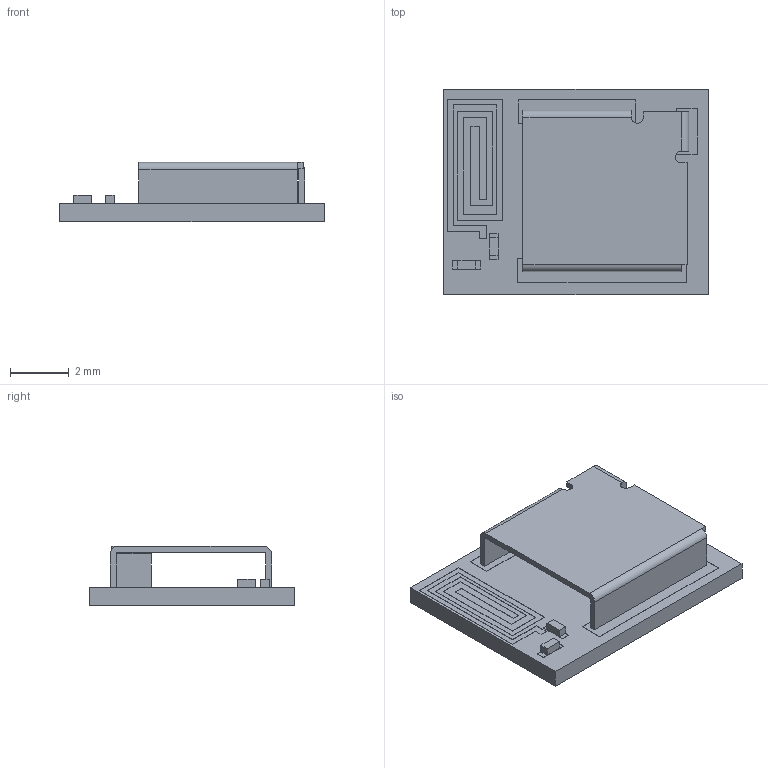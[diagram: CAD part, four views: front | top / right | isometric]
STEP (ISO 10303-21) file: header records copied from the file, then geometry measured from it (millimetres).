
FILE_DESCRIPTION(/* description */ ('Unknown'),/* implementation_level */ '2;1');
FILE_NAME(/* name */ '2612011024000',/* time_stamp */ '2024-08-23T11:31:25+02:00',/* author */ ('Unknown'),/* organization */ ('Unknown'),/* preprocessor_version */ 'ST-DEVELOPER v19.4',/* originating_system */ 'Solid Edge',/* authorisation */ 'Unknown');
FILE_SCHEMA (('AUTOMOTIVE_DESIGN {1 0 10303 214 3 1 1}'));
Length unit declared in the file: millimetre
Products named in the file (9): 2612011024000; Board; C13; 6098646400; Extruded_3; L7; 6098646784; Extruded_5; cap
Assembly tree (8 placements, depth 4):
  2612011024000
    Board
    C13
      6098646400
        Extruded_3
    L7
      6098646784
        Extruded_5
    cap
Bounding box: 9 x 7 x 2.02 mm (x, y, z)
Volume: 47.1 mm3; surface area: 239.5 mm2
Topology: 4 solids, 4 shells, 201 faces, 492 edges, 326 vertices
Faces by surface type: plane 193, cylinder 8
Entity records: 7121 total; most frequent: CARTESIAN_POINT 1028, ORIENTED_EDGE 984, DIRECTION 928, EDGE_CURVE 492, LINE 476, VECTOR 476, VERTEX_POINT 326, EDGE_LOOP 228
